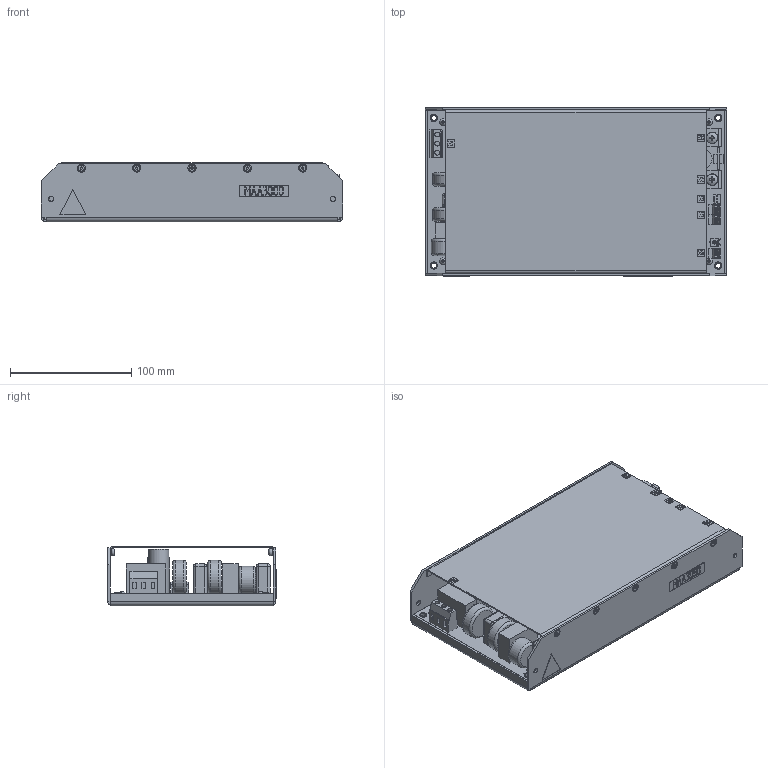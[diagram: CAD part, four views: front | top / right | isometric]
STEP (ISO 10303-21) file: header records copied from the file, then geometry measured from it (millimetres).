
FILE_DESCRIPTION(('STEP AP214'), '1');
FILE_NAME('ÁÊßÞ.436617.539 - Ìîäóëü ýëåêòðîïèòàíèÿ ÌÀÀ3000-1ÒÕÕ ÑÃÕ (ÑÄÕ)', '', ('UNSPECIFIED'), ('UNSPECIFIED'), 'ASCON STEP Converter 1.3', 'ASCON Math Kernel', '');
FILE_SCHEMA(('AUTOMOTIVE_DESIGN { 1 0 10303 214 3 1 1}'));
Length unit declared in the file: millimetre
Products named in the file (19): 購葠.436617.539; 購葠.301314.631; 購葠.301314.618; 櫛ち.713111.; 購葠.301314.632; 購葠.745322.632; 櫛ち.713111.005
Assembly tree (43 placements, depth 3):
  購葠.436617.539
    購葠.301314.631
      購葠.301314.618
      櫛ち.713111.  x4
      櫛ち.713111.
    (unnamed)
      (unnamed)
      (unnamed)
      (unnamed)  x3
      (unnamed)
      (unnamed)
      (unnamed)  x2
    購葠.301314.632
      購葠.745322.632
    櫛ち.713111.005  x4
    (unnamed)  x4
    (unnamed)  x4
    (unnamed)  x2
    (unnamed)  x10
Bounding box: 249 x 139.5 x 49.5 mm (x, y, z)
Volume: 558269.6 mm3; surface area: 344017.3 mm2
Topology: 52 solids, 52 shells, 2285 faces, 6004 edges, 3938 vertices
Faces by surface type: plane 1342, cylinder 788, bspline 77, cone 42, torus 22, sphere 14
Full cylindrical faces by diameter (mm): 0.586 x1, 1.85 x10, 2.459 x5, 2.7 x20, 2.8 x6, 3 x4, 3.175 x1, 3.2 x14, 3.5 x4, 4 x8, 4.2 x2, 4.22 x5, 4.3 x12, 5 x18, 5.5 x4, 6 x8, 6.6 x2, 9.5 x2, 16.5 x1, 23 x1, 28 x2
Entity records: 78382 total; most frequent: CARTESIAN_POINT 15064, DIRECTION 9723, ORIENTED_EDGE 9674, EDGE_CURVE 4837, LINE 3267, VECTOR 3267, VERTEX_POINT 3251, AXIS2_PLACEMENT_3D 3228
